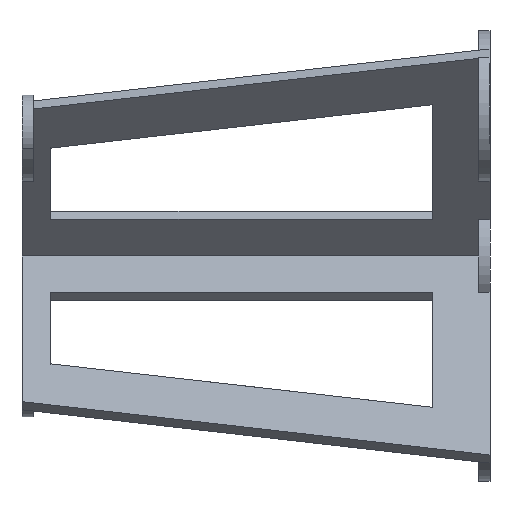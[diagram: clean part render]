
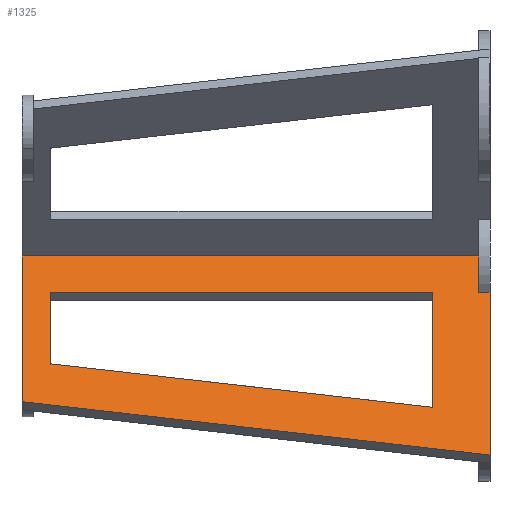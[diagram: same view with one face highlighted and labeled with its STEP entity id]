
A CAD part, left-side view. The second image highlights one B-rep face of the part: STEP entity #1325.
In plain terms, the highlighted planar face has unit normal (-0.707, 0, 0.707).
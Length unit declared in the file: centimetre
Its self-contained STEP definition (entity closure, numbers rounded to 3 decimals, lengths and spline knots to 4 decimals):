
#94=FACE_BOUND('',#244,.T.);
#153=FACE_OUTER_BOUND('',#243,.T.);
#243=EDGE_LOOP('',(#1157,#1158,#1159,#1160,#1161,#1162));
#244=EDGE_LOOP('',(#1163,#1164,#1165,#1166));
#301=LINE('',#1889,#447);
#344=LINE('',#1997,#490);
#352=LINE('',#2031,#498);
#381=LINE('',#2116,#527);
#385=LINE('',#2124,#531);
#390=LINE('',#2133,#536);
#391=LINE('',#2135,#537);
#392=LINE('',#2137,#538);
#393=LINE('',#2138,#539);
#394=LINE('',#2139,#540);
#447=VECTOR('',#1499,7.95);
#490=VECTOR('',#1608,3.5882);
#498=VECTOR('',#1646,4.005);
#527=VECTOR('',#1737,1.7547);
#531=VECTOR('',#1743,6.7423);
#536=VECTOR('',#1750,6.6536);
#537=VECTOR('',#1753,8.2549);
#538=VECTOR('',#1754,0.2);
#539=VECTOR('',#1755,0.895);
#540=VECTOR('',#1756,2.8262);
#591=VERTEX_POINT('',#1886);
#592=VERTEX_POINT('',#1888);
#624=VERTEX_POINT('',#1995);
#634=VERTEX_POINT('',#2028);
#635=VERTEX_POINT('',#2030);
#659=VERTEX_POINT('',#2114);
#660=VERTEX_POINT('',#2115);
#663=VERTEX_POINT('',#2123);
#666=VERTEX_POINT('',#2131);
#667=VERTEX_POINT('',#2136);
#715=EDGE_CURVE('',#591,#592,#301,.T.);
#770=EDGE_CURVE('',#624,#591,#344,.T.);
#787=EDGE_CURVE('',#635,#634,#352,.T.);
#827=EDGE_CURVE('',#659,#660,#381,.T.);
#831=EDGE_CURVE('',#663,#660,#385,.T.);
#836=EDGE_CURVE('',#659,#666,#390,.T.);
#837=EDGE_CURVE('',#624,#635,#391,.T.);
#838=EDGE_CURVE('',#634,#667,#392,.T.);
#839=EDGE_CURVE('',#667,#592,#393,.T.);
#840=EDGE_CURVE('',#666,#663,#394,.T.);
#1157=ORIENTED_EDGE('',*,*,#770,.F.);
#1158=ORIENTED_EDGE('',*,*,#837,.T.);
#1159=ORIENTED_EDGE('',*,*,#787,.T.);
#1160=ORIENTED_EDGE('',*,*,#838,.T.);
#1161=ORIENTED_EDGE('',*,*,#839,.T.);
#1162=ORIENTED_EDGE('',*,*,#715,.F.);
#1163=ORIENTED_EDGE('',*,*,#827,.F.);
#1164=ORIENTED_EDGE('',*,*,#836,.T.);
#1165=ORIENTED_EDGE('',*,*,#840,.T.);
#1166=ORIENTED_EDGE('',*,*,#831,.T.);
#1261=PLANE('',#1427);
#1325=ADVANCED_FACE('',(#153,#94),#1261,.T.);
#1427=AXIS2_PLACEMENT_3D('',#2134,#1751,#1752);
#1499=DIRECTION('',(0.,-1.,0.));
#1608=DIRECTION('',(0.707,0.,0.707));
#1646=DIRECTION('',(0.707,0.,0.707));
#1737=DIRECTION('',(-0.707,0.002,-0.707));
#1743=DIRECTION('',(0.112,0.987,0.112));
#1750=DIRECTION('',(0.,-1.,0.));
#1751=DIRECTION('center_axis',(-0.707,0.,0.707));
#1752=DIRECTION('ref_axis',(0.707,0.,0.707));
#1753=DIRECTION('',(-0.112,-0.987,-0.112));
#1754=DIRECTION('',(0.,1.,0.));
#1755=DIRECTION('',(0.707,0.,0.707));
#1756=DIRECTION('',(-0.707,0.,-0.707));
#1886=CARTESIAN_POINT('',(1.8486,-3.5874,-14.4726));
#1888=CARTESIAN_POINT('',(1.8486,-11.5374,-14.4726));
#1889=CARTESIAN_POINT('',(1.8486,-3.5874,-14.4726));
#1995=CARTESIAN_POINT('',(-0.6887,-3.5874,-17.0099));
#1997=CARTESIAN_POINT('',(1.9193,-3.5874,-14.4019));
#2028=CARTESIAN_POINT('',(1.2157,-11.7374,-15.1055));
#2030=CARTESIAN_POINT('',(-1.6162,-11.7374,-17.9375));
#2031=CARTESIAN_POINT('',(1.9193,-11.7374,-14.4019));
#2114=CARTESIAN_POINT('',(1.2122,-4.0838,-15.109));
#2115=CARTESIAN_POINT('',(-0.0286,-4.0807,-16.3498));
#2116=CARTESIAN_POINT('',(2.6264,-4.0874,-13.6948));
#2123=CARTESIAN_POINT('',(-0.7862,-10.7374,-17.1074));
#2124=CARTESIAN_POINT('',(0.8413,3.5626,-15.4799));
#2131=CARTESIAN_POINT('',(1.2122,-10.7374,-15.109));
#2133=CARTESIAN_POINT('',(1.2122,3.5626,-15.109));
#2134=CARTESIAN_POINT('Origin',(1.9193,-3.5874,-14.4019));
#2135=CARTESIAN_POINT('',(0.2389,4.5626,-16.0823));
#2136=CARTESIAN_POINT('',(1.2157,-11.5374,-15.1055));
#2137=CARTESIAN_POINT('',(1.2157,-11.7374,-15.1055));
#2138=CARTESIAN_POINT('',(1.9193,-11.5374,-14.4019));
#2139=CARTESIAN_POINT('',(1.2122,-10.7374,-15.109));
